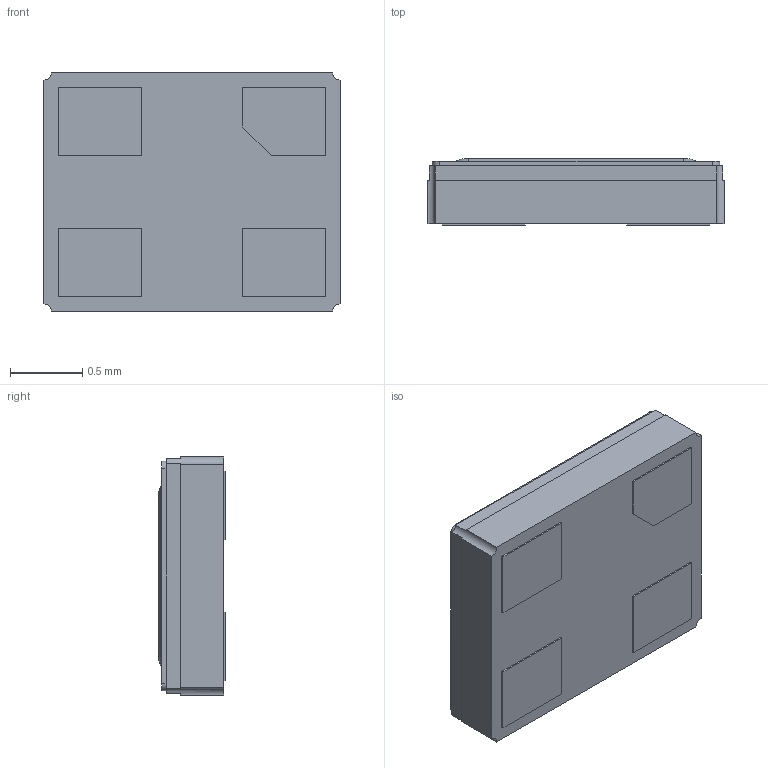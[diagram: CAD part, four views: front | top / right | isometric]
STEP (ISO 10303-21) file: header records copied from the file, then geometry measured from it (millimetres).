
FILE_DESCRIPTION((''),'2;1');
FILE_NAME('DSX211SH_L2-05_W1-65_H0-45','2020-03-08T',('Dragos'),(''),'PRO/ENGINEER BY PARAMETRIC TECHNOLOGY CORPORATION, 2004440','PRO/ENGINEER BY PARAMETRIC TECHNOLOGY CORPORATION, 2004440','');
FILE_SCHEMA(('AUTOMOTIVE_DESIGN { 1 0 10303 214 1 1 1 1 }'));
Length unit declared in the file: millimetre
Products named in the file (1): DSX211SH_L2-05_W1-65_H0-45
Bounding box: 2.05 x 0.46 x 1.65 mm (x, y, z)
Volume: 1.5 mm3; surface area: 10.1 mm2
Topology: 1 solids, 1 shells, 274 faces, 763 edges, 506 vertices
Faces by surface type: plane 250, cylinder 16, torus 4, bspline 4
Entity records: 11751 total; most frequent: CARTESIAN_POINT 1605, ORIENTED_EDGE 1526, DIRECTION 1357, PRESENTATION_STYLE_ASSIGNMENT 821, STYLED_ITEM 765, CURVE_STYLE 764, EDGE_CURVE 763, VECTOR 711
